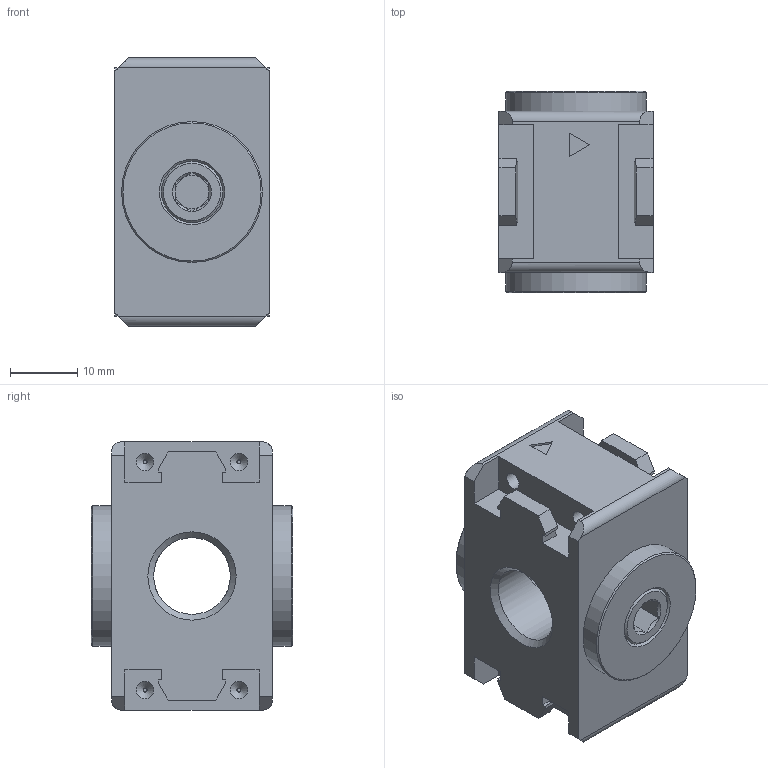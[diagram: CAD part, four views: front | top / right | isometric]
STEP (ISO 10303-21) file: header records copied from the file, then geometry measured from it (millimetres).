
FILE_DESCRIPTION( ( 'STEP AP203' ), ' ' );
FILE_NAME( '9.4001.00.300.stp', '2017-03-02T12:38:30', ( '' ), ( '' ), ' ', 'PARTsolutions', ' ' );
FILE_SCHEMA( ( 'CONFIG_CONTROL_DESIGN' ) );
Length unit declared in the file: millimetre
Products named in the file (1): _9.4001.00.300
Bounding box: 23 x 30 x 40 mm (x, y, z)
Volume: 18783.4 mm3; surface area: 7304.9 mm2
Topology: 1 solids, 1 shells, 161 faces, 398 edges, 258 vertices
Faces by surface type: plane 120, cylinder 23, cone 18
Full cylindrical faces by diameter (mm): 2.6 x4, 3 x4, 5 x2, 8 x2, 8.566 x2, 11.445 x1, 16 x1, 20.3 x1, 21 x2
Entity records: 4704 total; most frequent: CARTESIAN_POINT 1030, DIRECTION 730, ORIENTED_EDGE 696, EDGE_CURVE 348, LINE 262, VECTOR 262, VERTEX_POINT 246, AXIS2_PLACEMENT_3D 234
